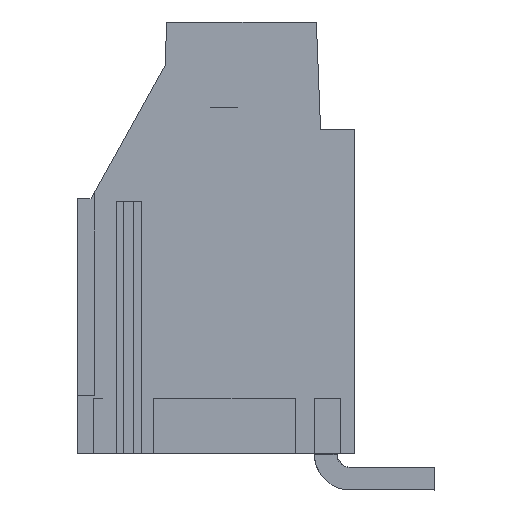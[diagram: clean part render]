
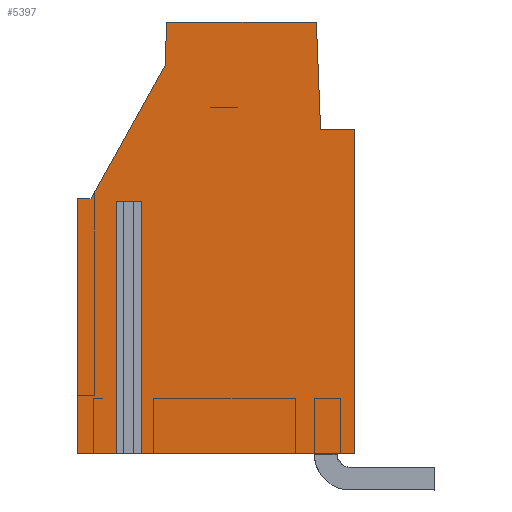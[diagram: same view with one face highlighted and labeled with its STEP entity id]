
A CAD part, left-side view. The second image highlights one B-rep face of the part: STEP entity #5397.
In plain terms, the highlighted planar face has unit normal (-1, 0, 0).
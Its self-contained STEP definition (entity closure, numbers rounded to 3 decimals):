
#5298=AXIS2_PLACEMENT_3D('Plane Axis2P3D',#5295,#5296,#5297) ;
#5198=CARTESIAN_POINT('Line Origine',(0.65,7.676,18.57)) ;
#5202=CARTESIAN_POINT('Vertex',(0.65,10.646,18.57)) ;
#5204=CARTESIAN_POINT('Vertex',(0.65,4.705,18.57)) ;
#5295=CARTESIAN_POINT('Axis2P3D Location',(0.65,-1.268,0.)) ;
#5300=CARTESIAN_POINT('Line Origine',(0.65,12.35,6.45)) ;
#5304=CARTESIAN_POINT('Vertex',(0.65,12.35,1.45)) ;
#5306=CARTESIAN_POINT('Vertex',(0.65,12.35,11.45)) ;
#5309=CARTESIAN_POINT('Line Origine',(0.65,12.15,11.45)) ;
#5313=CARTESIAN_POINT('Vertex',(0.65,11.95,11.45)) ;
#5316=CARTESIAN_POINT('Line Origine',(0.65,11.95,6.45)) ;
#5320=CARTESIAN_POINT('Vertex',(0.65,11.95,1.45)) ;
#5323=CARTESIAN_POINT('Line Origine',(0.65,7.575,1.45)) ;
#5327=CARTESIAN_POINT('Vertex',(0.65,3.2,1.45)) ;
#5330=CARTESIAN_POINT('Line Origine',(0.65,3.2,7.875)) ;
#5334=CARTESIAN_POINT('Vertex',(0.65,3.2,14.3)) ;
#5337=CARTESIAN_POINT('Line Origine',(0.65,3.869,14.3)) ;
#5341=CARTESIAN_POINT('Vertex',(0.65,4.538,14.3)) ;
#5344=CARTESIAN_POINT('Line Origine',(0.65,4.622,16.435)) ;
#5349=CARTESIAN_POINT('Line Origine',(0.65,10.676,17.71)) ;
#5353=CARTESIAN_POINT('Vertex',(0.65,10.706,16.849)) ;
#5356=CARTESIAN_POINT('Line Origine',(0.65,12.176,14.2)) ;
#5360=CARTESIAN_POINT('Vertex',(0.65,13.645,11.55)) ;
#5363=CARTESIAN_POINT('Line Origine',(0.65,13.923,11.55)) ;
#5367=CARTESIAN_POINT('Vertex',(0.65,14.2,11.55)) ;
#5370=CARTESIAN_POINT('Line Origine',(0.65,14.2,6.5)) ;
#5374=CARTESIAN_POINT('Vertex',(0.65,14.2,1.45)) ;
#5377=CARTESIAN_POINT('Line Origine',(0.65,13.275,1.45)) ;
#5199=DIRECTION('Vector Direction',(0.,1.,0.)) ;
#5296=DIRECTION('Axis2P3D Direction',(1.,0.,0.)) ;
#5297=DIRECTION('Axis2P3D XDirection',(0.,1.,0.)) ;
#5301=DIRECTION('Vector Direction',(0.,0.,1.)) ;
#5310=DIRECTION('Vector Direction',(0.,-1.,0.)) ;
#5317=DIRECTION('Vector Direction',(0.,0.,1.)) ;
#5324=DIRECTION('Vector Direction',(0.,1.,0.)) ;
#5331=DIRECTION('Vector Direction',(0.,0.,1.)) ;
#5338=DIRECTION('Vector Direction',(0.,1.,0.)) ;
#5345=DIRECTION('Vector Direction',(0.,-0.039,-0.999)) ;
#5350=DIRECTION('Vector Direction',(0.,0.035,-0.999)) ;
#5357=DIRECTION('Vector Direction',(0.,-0.485,0.875)) ;
#5364=DIRECTION('Vector Direction',(0.,-1.,0.)) ;
#5371=DIRECTION('Vector Direction',(0.,0.,-1.)) ;
#5378=DIRECTION('Vector Direction',(0.,1.,0.)) ;
#5200=VECTOR('Line Direction',#5199,1.) ;
#5302=VECTOR('Line Direction',#5301,1.) ;
#5311=VECTOR('Line Direction',#5310,1.) ;
#5318=VECTOR('Line Direction',#5317,1.) ;
#5325=VECTOR('Line Direction',#5324,1.) ;
#5332=VECTOR('Line Direction',#5331,1.) ;
#5339=VECTOR('Line Direction',#5338,1.) ;
#5346=VECTOR('Line Direction',#5345,1.) ;
#5351=VECTOR('Line Direction',#5350,1.) ;
#5358=VECTOR('Line Direction',#5357,1.) ;
#5365=VECTOR('Line Direction',#5364,1.) ;
#5372=VECTOR('Line Direction',#5371,1.) ;
#5379=VECTOR('Line Direction',#5378,1.) ;
#5383=ORIENTED_EDGE('',*,*,#5308,.T.) ;
#5384=ORIENTED_EDGE('',*,*,#5315,.T.) ;
#5385=ORIENTED_EDGE('',*,*,#5322,.F.) ;
#5386=ORIENTED_EDGE('',*,*,#5329,.F.) ;
#5387=ORIENTED_EDGE('',*,*,#5336,.F.) ;
#5388=ORIENTED_EDGE('',*,*,#5343,.F.) ;
#5389=ORIENTED_EDGE('',*,*,#5348,.F.) ;
#5390=ORIENTED_EDGE('',*,*,#5206,.F.) ;
#5391=ORIENTED_EDGE('',*,*,#5355,.F.) ;
#5392=ORIENTED_EDGE('',*,*,#5362,.F.) ;
#5393=ORIENTED_EDGE('',*,*,#5369,.F.) ;
#5394=ORIENTED_EDGE('',*,*,#5376,.F.) ;
#5395=ORIENTED_EDGE('',*,*,#5381,.F.) ;
#5397=ADVANCED_FACE('3',(#5396),#5299,.F.) ;
#5206=EDGE_CURVE('',#5203,#5205,#5201,.F.) ;
#5308=EDGE_CURVE('',#5305,#5307,#5303,.T.) ;
#5315=EDGE_CURVE('',#5307,#5314,#5312,.T.) ;
#5322=EDGE_CURVE('',#5321,#5314,#5319,.T.) ;
#5329=EDGE_CURVE('',#5328,#5321,#5326,.T.) ;
#5336=EDGE_CURVE('',#5335,#5328,#5333,.F.) ;
#5343=EDGE_CURVE('',#5342,#5335,#5340,.F.) ;
#5348=EDGE_CURVE('',#5205,#5342,#5347,.T.) ;
#5355=EDGE_CURVE('',#5354,#5203,#5352,.F.) ;
#5362=EDGE_CURVE('',#5361,#5354,#5359,.T.) ;
#5369=EDGE_CURVE('',#5368,#5361,#5366,.T.) ;
#5376=EDGE_CURVE('',#5375,#5368,#5373,.F.) ;
#5381=EDGE_CURVE('',#5305,#5375,#5380,.T.) ;
#5382=EDGE_LOOP('',(#5383,#5384,#5385,#5386,#5387,#5388,#5389,#5390,#5391,#5392,#5393,#5394,#5395)) ;
#5396=FACE_OUTER_BOUND('',#5382,.T.) ;
#5201=LINE('Line',#5198,#5200) ;
#5303=LINE('Line',#5300,#5302) ;
#5312=LINE('Line',#5309,#5311) ;
#5319=LINE('Line',#5316,#5318) ;
#5326=LINE('Line',#5323,#5325) ;
#5333=LINE('Line',#5330,#5332) ;
#5340=LINE('Line',#5337,#5339) ;
#5347=LINE('Line',#5344,#5346) ;
#5352=LINE('Line',#5349,#5351) ;
#5359=LINE('Line',#5356,#5358) ;
#5366=LINE('Line',#5363,#5365) ;
#5373=LINE('Line',#5370,#5372) ;
#5380=LINE('Line',#5377,#5379) ;
#5299=PLANE('',#5298) ;
#5203=VERTEX_POINT('',#5202) ;
#5205=VERTEX_POINT('',#5204) ;
#5305=VERTEX_POINT('',#5304) ;
#5307=VERTEX_POINT('',#5306) ;
#5314=VERTEX_POINT('',#5313) ;
#5321=VERTEX_POINT('',#5320) ;
#5328=VERTEX_POINT('',#5327) ;
#5335=VERTEX_POINT('',#5334) ;
#5342=VERTEX_POINT('',#5341) ;
#5354=VERTEX_POINT('',#5353) ;
#5361=VERTEX_POINT('',#5360) ;
#5368=VERTEX_POINT('',#5367) ;
#5375=VERTEX_POINT('',#5374) ;
